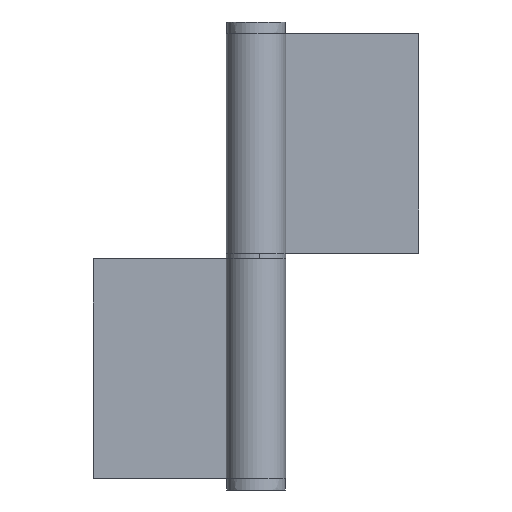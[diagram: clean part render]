
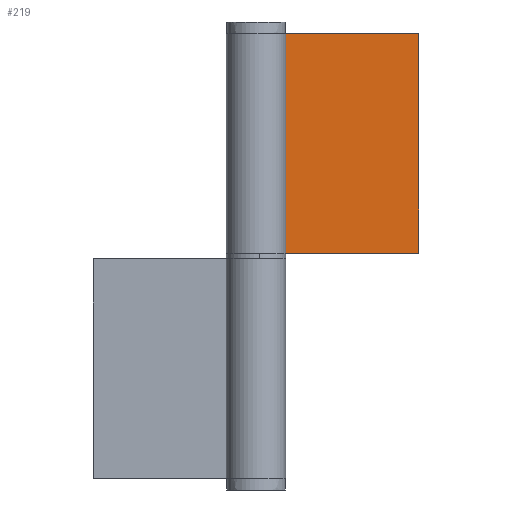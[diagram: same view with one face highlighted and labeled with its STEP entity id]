
A CAD part, front view. The second image highlights one B-rep face of the part: STEP entity #219.
In plain terms, the highlighted free-form (B-spline) face has degree [1, 1] with [2, 2] control points.
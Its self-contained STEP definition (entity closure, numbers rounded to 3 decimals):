
#49=CARTESIAN_POINT('',(-55.0,5.5,0.0));
#50=VERTEX_POINT('',#49);
#93=CARTESIAN_POINT('',(0.,5.5,0.0));
#94=VERTEX_POINT('',#93);
#114=CARTESIAN_POINT('',(0.,5.5,0.0));
#115=CARTESIAN_POINT('',(-55.0,5.5,0.0));
#116=QUASI_UNIFORM_CURVE('',1,(#114,#115),.UNSPECIFIED.,.F.,.U.);
#117=EDGE_CURVE('',#94,#50,#116,.T.);
#127=CARTESIAN_POINT('',(-55.0,5.5,74.0));
#128=VERTEX_POINT('',#127);
#136=CARTESIAN_POINT('',(0.,5.5,74.0));
#137=VERTEX_POINT('',#136);
#138=CARTESIAN_POINT('',(0.,5.5,74.0));
#139=CARTESIAN_POINT('',(-55.0,5.5,74.0));
#140=QUASI_UNIFORM_CURVE('',1,(#138,#139),.UNSPECIFIED.,.F.,.U.);
#141=EDGE_CURVE('',#137,#128,#140,.T.);
#200=CARTESIAN_POINT('',(-57.747,5.5,77.696));
#201=CARTESIAN_POINT('',(-57.747,5.5,-3.696));
#202=CARTESIAN_POINT('',(2.747,5.5,77.696));
#203=CARTESIAN_POINT('',(2.747,5.5,-3.696));
#204=B_SPLINE_SURFACE_WITH_KNOTS('',1,1,((#200,#202),(#201,#203)),.UNSPECIFIED.,.F.,.F.,.U.,(2,2),(2,2),(0.0,81.393),(0.0,60.495),.UNSPECIFIED.);
#205=ORIENTED_EDGE('',*,*,#117,.F.);
#206=CARTESIAN_POINT('',(0.,5.5,74.0));
#207=CARTESIAN_POINT('',(0.,5.5,0.0));
#208=QUASI_UNIFORM_CURVE('',1,(#206,#207),.UNSPECIFIED.,.F.,.U.);
#209=EDGE_CURVE('',#137,#94,#208,.T.);
#210=ORIENTED_EDGE('',*,*,#209,.F.);
#211=ORIENTED_EDGE('',*,*,#141,.T.);
#212=CARTESIAN_POINT('',(-55.0,5.5,74.0));
#213=CARTESIAN_POINT('',(-55.0,5.5,0.0));
#214=QUASI_UNIFORM_CURVE('',1,(#212,#213),.UNSPECIFIED.,.F.,.U.);
#215=EDGE_CURVE('',#128,#50,#214,.T.);
#216=ORIENTED_EDGE('',*,*,#215,.T.);
#217=EDGE_LOOP('',(#205,#210,#211,#216));
#218=FACE_OUTER_BOUND('',#217,.T.);
#219=ADVANCED_FACE('',(#218),#204,.T.);
